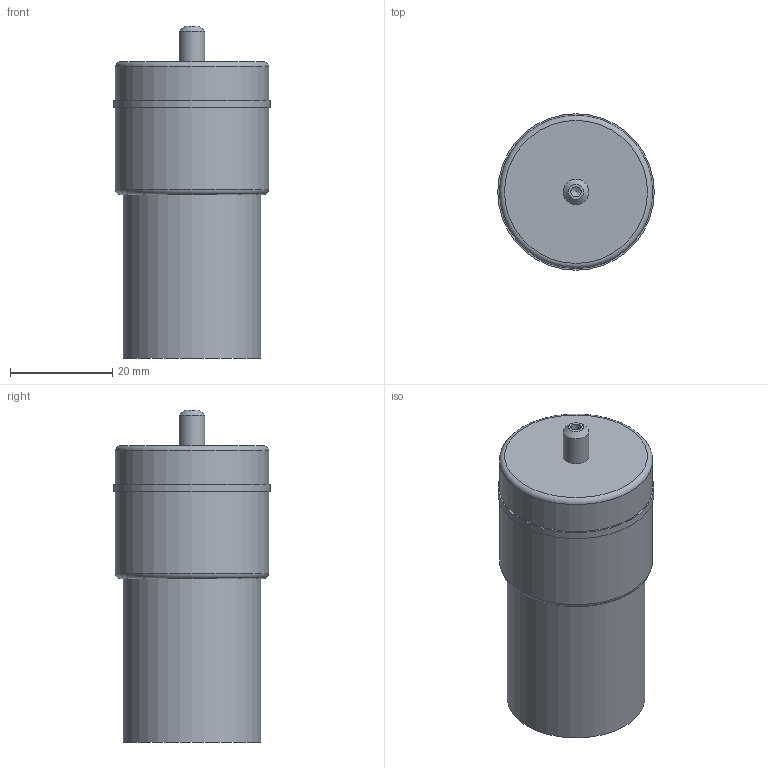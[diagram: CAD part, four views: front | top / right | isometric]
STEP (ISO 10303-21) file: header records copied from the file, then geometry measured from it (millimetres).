
FILE_DESCRIPTION(/* description */ (''),/* implementation_level */ '2;1');
FILE_NAME(/* name */ 'Pump motor.stp',/* time_stamp */ '2022-05-11T17:43:09+07:00',/* author */ ('admin'),/* organization */ (''),/* preprocessor_version */ 'ST-DEVELOPER v18.1',/* originating_system */ 'Autodesk Inventor 2021',/* authorisation */ '');
FILE_SCHEMA (('AUTOMOTIVE_DESIGN { 1 0 10303 214 3 1 1 }'));
Length unit declared in the file: millimetre
Products named in the file (1): Part30
Bounding box: 30.63 x 30.63 x 65 mm (x, y, z)
Volume: 36807.7 mm3; surface area: 6709.3 mm2
Topology: 1 solids, 1 shells, 16 faces, 36 edges, 26 vertices
Faces by surface type: cylinder 6, plane 6, cone 2, torus 2
Full cylindrical faces by diameter (mm): 2 x1, 5 x1, 27 x1, 30 x2, 30.625 x1
Entity records: 552 total; most frequent: DIRECTION 96, CARTESIAN_POINT 78, ORIENTED_EDGE 70, AXIS2_PLACEMENT_3D 44, EDGE_CURVE 35, CIRCLE 27, VERTEX_POINT 26, EDGE_LOOP 21
